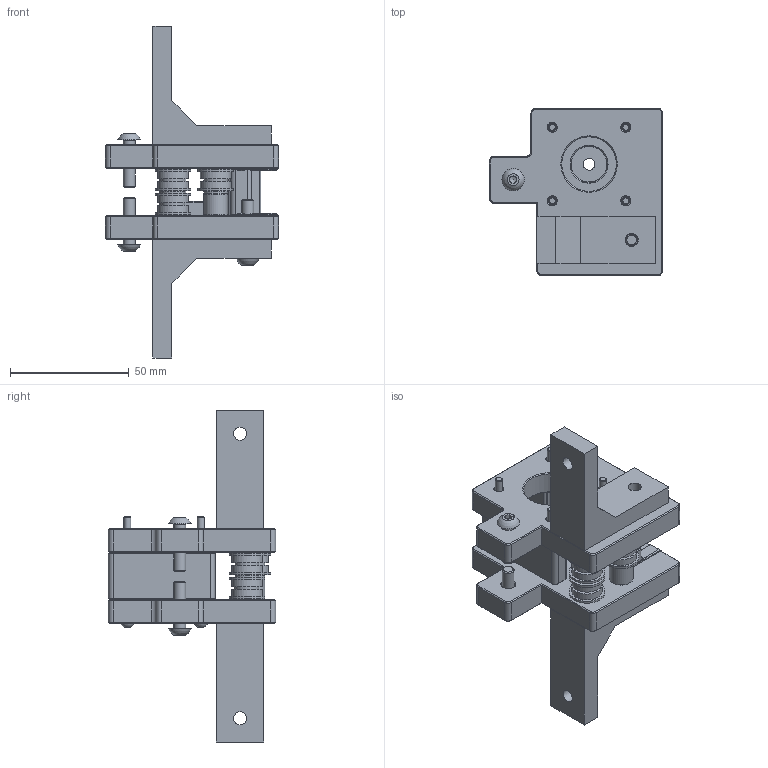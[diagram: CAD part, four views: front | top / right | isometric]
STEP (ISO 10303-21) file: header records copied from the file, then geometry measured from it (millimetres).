
FILE_DESCRIPTION(/* description */ ('STEP AP242','CAx-IF Rec.Pracs.---Representation and Presentation of Product Manufacturing Information (PMI)---4.0---2014-10-13','CAx-IF Rec.Pracs.---3D Tessellated Geometry---0.4---2014-09-14','2;1'),/* implementation_level */ '2;1');
FILE_NAME(/* name */ '6766f0c6af64614d30fbf839',/* time_stamp */ '2024-12-21T16:45:58Z',/* author */ (''),/* organization */ (''),/* preprocessor_version */ 'ST-DEVELOPER v20',/* originating_system */ 'ONSHAPE BY PTC INC, 1.191',/* authorisation */ ' ');
FILE_SCHEMA (('AP242_MANAGED_MODEL_BASED_3D_ENGINEERING_MIM_LF { 1 0 10303 442 1 1 4 }'));
Length unit declared in the file: metre
Products named in the file (14): A Motor Mount v2; Socket button head screw M5x0.8 x 20; M5 0.5mm Ring Shim; Socket button head screw M3x0.5 x 45; Motor Mount A Top; F695+1mm Bearing Idler; 2020 Corner Bracket Long; Printed Spacer; Motor Mount A Bottom; Parallel pin 5 x 35; Socket button head screw M5x0.8 x 25; Motor Mount A Middle; Chamfered plain washer normal M5; F695 Bearing
Assembly tree (24 placements, depth 2):
  A Motor Mount v2
    Socket button head screw M5x0.8 x 20  x2
    M5 0.5mm Ring Shim  x3
    Socket button head screw M3x0.5 x 45  x4
    Motor Mount A Top
    F695+1mm Bearing Idler  x3
    2020 Corner Bracket Long  x2
    Printed Spacer
    Motor Mount A Bottom
    Parallel pin 5 x 35  x2
    Socket button head screw M5x0.8 x 25
    Motor Mount A Middle
    Chamfered plain washer normal M5  x2
    F695 Bearing
Bounding box: 73 x 70.5 x 140 mm (x, y, z)
Volume: 134807.3 mm3; surface area: 52175.7 mm2
Topology: 24 solids, 24 shells, 533 faces, 1150 edges, 690 vertices
Faces by surface type: plane 283, cone 116, cylinder 112, torus 11, sphere 7, bspline 4
Full cylindrical faces by diameter (mm): 2.9 x4, 3 x4, 3.4 x12, 5 x13, 5.3 x12, 5.5 x8, 10 x9, 13 x7, 13.2 x1, 15 x7, 15.2 x1, 23 x1
Entity records: 10645 total; most frequent: DIRECTION 1868, CARTESIAN_POINT 1790, ORIENTED_EDGE 1494, EDGE_CURVE 747, AXIS2_PLACEMENT_3D 720, FACE_BOUND 579, EDGE_LOOP 576, VERTEX_POINT 510
